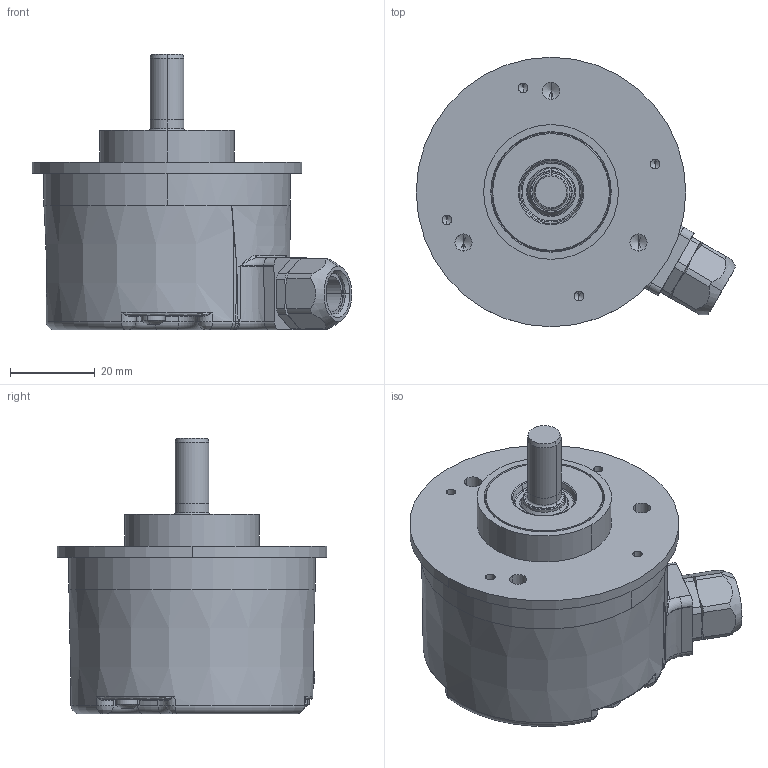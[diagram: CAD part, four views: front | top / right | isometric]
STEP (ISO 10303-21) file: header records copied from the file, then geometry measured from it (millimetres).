
FILE_DESCRIPTION((''),'2;1');
FILE_NAME('527732','2010-11-10T',('se2802'),(''),'PRO/ENGINEER BY PARAMETRIC TECHNOLOGY CORPORATION, 2010180','PRO/ENGINEER BY PARAMETRIC TECHNOLOGY CORPORATION, 2010180','');
FILE_SCHEMA(('CONFIG_CONTROL_DESIGN'));
Products named in the file (1): 527732
Bounding box: 75.27 x 63.5 x 65 mm (x, y, z)
Volume: 66062.5 mm3; surface area: 38888.6 mm2
Topology: 1 solids, 1 shells, 1306 faces, 3509 edges, 2236 vertices
Faces by surface type: plane 390, extrusion 324, cylinder 232, cone 181, torus 89, bspline 82, sphere 8
Entity records: 49773 total; most frequent: CARTESIAN_POINT 19501, ORIENTED_EDGE 6982, DIRECTION 5094, EDGE_CURVE 3491, VERTEX_POINT 2236, AXIS2_PLACEMENT_3D 1817, B_SPLINE_CURVE_WITH_KNOTS 1762, VECTOR 1460
